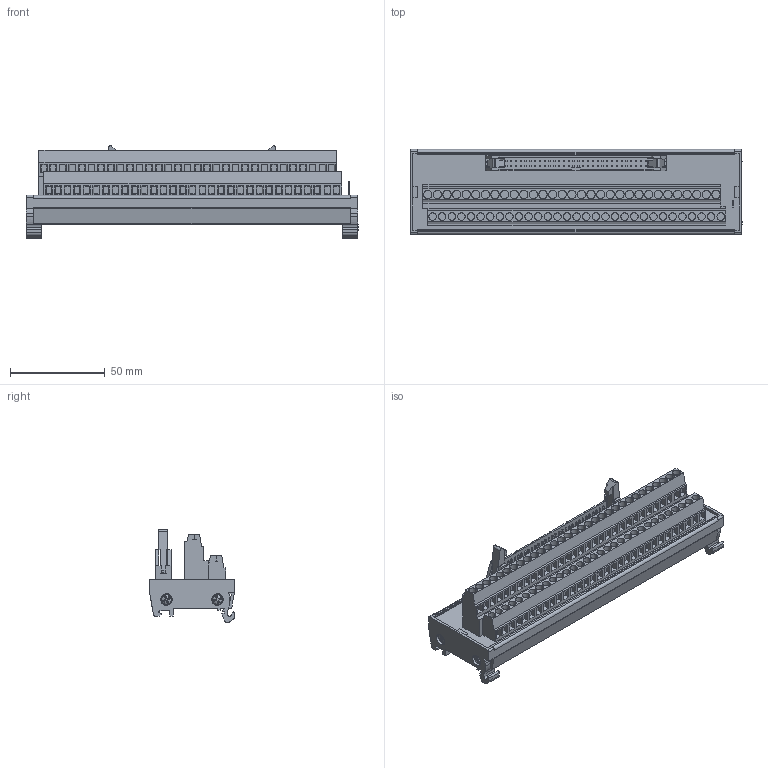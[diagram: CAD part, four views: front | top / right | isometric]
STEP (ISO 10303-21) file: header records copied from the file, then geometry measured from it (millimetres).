
FILE_DESCRIPTION(('CATIA V5R22 STEP214','CAx-IF Rec.Pracs.--- Model Styling and Organization---1.4--- 2014-01-23'),'2;1');
FILE_NAME ('031973-4_0_8259000000_3D_8259000000.stp','2023-09-26T13:13:25+00:00',('none'),('Weidmueller'),'CATIA Version 5-6 Release 2016 SP3 HF44','CATIA V5 STEP AP214','none');
FILE_SCHEMA(('AUTOMOTIVE_DESIGN { 1 0 10303 214 1 1 1 1 }'));
Products named in the file (1): 3D_8259000000
Bounding box: 175.6 x 45 x 48.92 mm (x, y, z)
Surface area: 80154.3 mm2 (no closed solid volume)
Topology: 0 solids, 1563 shells, 2393 faces, 9907 edges, 9127 vertices
Faces by surface type: plane 2048, cylinder 327, torus 10, sphere 8
Entity records: 109490 total; most frequent: CARTESIAN_POINT 27946, DIRECTION 14133, ORIENTED_EDGE 11987, EDGE_CURVE 9907, VERTEX_POINT 9127, VECTOR 8340, LINE 8340, AXIS2_PLACEMENT_3D 3401
